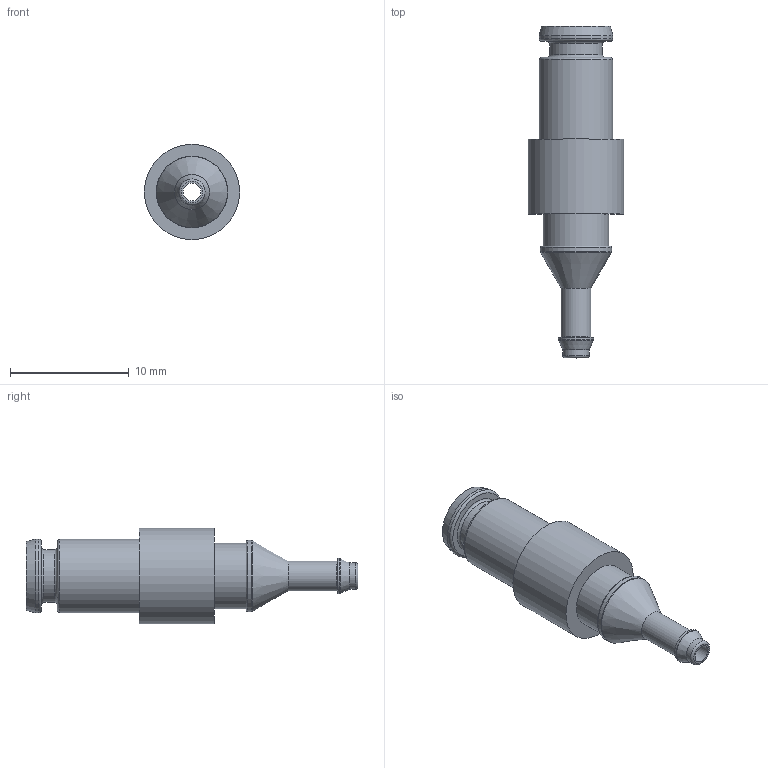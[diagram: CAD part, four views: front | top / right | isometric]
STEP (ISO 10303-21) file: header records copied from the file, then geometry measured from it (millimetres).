
FILE_DESCRIPTION(/* description */ ('STEP AP214'),/* implementation_level */ '2;1');
FILE_NAME(/* name */ '33384_KSV-PK-2',/* time_stamp */ '2024-08-29T18:53:00+02:00',/* author */ ('License CC BY-ND 4.0'),/* organization */ ('CADENAS'),/* preprocessor_version */ 'ST-DEVELOPER v19.3',/* originating_system */ 'PARTsolutions',/* authorisation */ ' ');
FILE_SCHEMA (('AUTOMOTIVE_DESIGN {1 0 10303 214 3 1 1}'));
Length unit declared in the file: millimetre
Products named in the file (1): 33384 KSV-PK-2
Bounding box: 8 x 27.9 x 8 mm (x, y, z)
Volume: 583.4 mm3; surface area: 805 mm2
Topology: 1 solids, 1 shells, 33 faces, 59 edges, 33 vertices
Faces by surface type: cylinder 11, torus 9, plane 7, cone 6
Full cylindrical faces by diameter (mm): 1.5 x1, 2.2 x1, 2.5 x1, 2.95 x1, 3 x1, 4.45 x1, 5.5 x1, 6 x1, 6.2 x2, 8 x1
Entity records: 698 total; most frequent: DIRECTION 134, CARTESIAN_POINT 100, AXIS2_PLACEMENT_3D 67, ORIENTED_EDGE 66, EDGE_LOOP 66, FACE_BOUND 66, EDGE_CURVE 33, VERTEX_POINT 33
